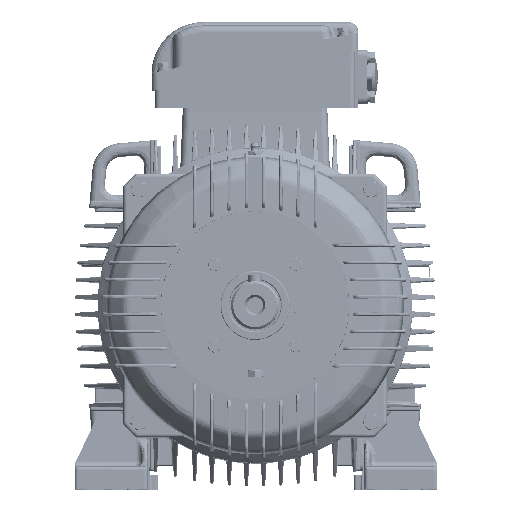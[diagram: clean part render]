
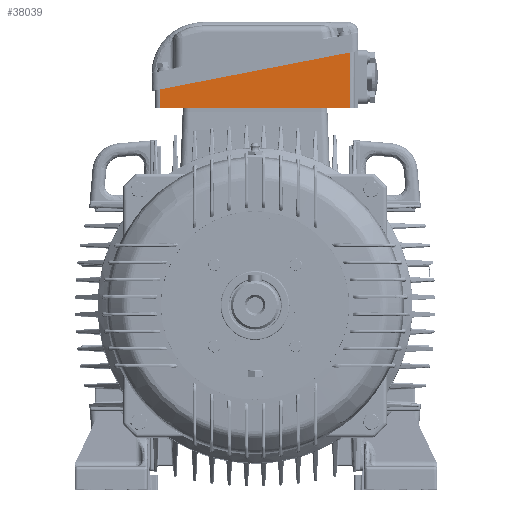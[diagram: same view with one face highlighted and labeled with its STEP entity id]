
A CAD part, top view. The second image highlights one B-rep face of the part: STEP entity #38039.
In plain terms, the highlighted planar face has unit normal (0, 0, 1).
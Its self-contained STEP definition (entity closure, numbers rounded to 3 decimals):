
#4382 = LINE ( 'NONE', #4384, #159410 ) ;
#4384 = CARTESIAN_POINT ( 'NONE',  ( 29.207, 494.278, 15. ) ) ;
#4388 = DIRECTION ( 'NONE',  ( 0., 1., 0. ) ) ;
#4390 = LINE ( 'NONE', #4394, #159414 ) ;
#4394 = CARTESIAN_POINT ( 'NONE',  ( -136.793, 494.278, 15. ) ) ;
#4396 = DIRECTION ( 'NONE',  ( 0., 1., 0. ) ) ;
#4439 = LINE ( 'NONE', #4441, #159417 ) ;
#4441 = CARTESIAN_POINT ( 'NONE',  ( -136.281, 163.521, 15. ) ) ;
#4443 = DIRECTION ( 'NONE',  ( -0.982, -0.191, 0. ) ) ;
#4512 = LINE ( 'NONE', #4514, #159424 ) ;
#4514 = CARTESIAN_POINT ( 'NONE',  ( -143.793, 147.154, 15. ) ) ;
#4518 = DIRECTION ( 'NONE',  ( 1., 0., 0. ) ) ;
#24387 = VERTEX_POINT ( 'NONE', #273039 ) ;
#24388 = VERTEX_POINT ( 'NONE', #273042 ) ;
#24389 = VERTEX_POINT ( 'NONE', #273045 ) ;
#24390 = VERTEX_POINT ( 'NONE', #273048 ) ;
#38039 = ADVANCED_FACE ( 'NONE', ( #100425 ), #109007, .T. ) ;
#47838 = EDGE_CURVE ( 'NONE', #24387, #24388, #4382, .T. ) ;
#47840 = EDGE_CURVE ( 'NONE', #24390, #24389, #4390, .T. ) ;
#47845 = EDGE_CURVE ( 'NONE', #24388, #24389, #4439, .T. ) ;
#47850 = EDGE_CURVE ( 'NONE', #24390, #24387, #4512, .T. ) ;
#52032 = EDGE_LOOP ( 'NONE', ( #55725, #55731, #55729, #55732 ) ) ;
#55725 = ORIENTED_EDGE ( 'NONE', *, *, #47845, .T. ) ;
#55729 = ORIENTED_EDGE ( 'NONE', *, *, #47850, .T. ) ;
#55731 = ORIENTED_EDGE ( 'NONE', *, *, #47840, .F. ) ;
#55732 = ORIENTED_EDGE ( 'NONE', *, *, #47838, .T. ) ;
#100425 = FACE_OUTER_BOUND ( 'NONE', #52032, .T. ) ;
#100438 = AXIS2_PLACEMENT_3D ( 'NONE', #109008, #109009, #109010 ) ;
#109007 = PLANE ( 'NONE',  #100438 ) ;
#109008 = CARTESIAN_POINT ( 'NONE',  ( 33.207, 494.278, 15. ) ) ;
#109009 = DIRECTION ( 'NONE',  ( 0., 0., 1. ) ) ;
#109010 = DIRECTION ( 'NONE',  ( 1., 0., 0. ) ) ;
#159410 = VECTOR ( 'NONE', #4388, 1000. ) ;
#159414 = VECTOR ( 'NONE', #4396, 1000. ) ;
#159417 = VECTOR ( 'NONE', #4443, 1000. ) ;
#159424 = VECTOR ( 'NONE', #4518, 1000. ) ;
#273039 = CARTESIAN_POINT ( 'NONE',  ( 29.207, 147.154, 15. ) ) ;
#273042 = CARTESIAN_POINT ( 'NONE',  ( 29.207, 195.699, 15. ) ) ;
#273045 = CARTESIAN_POINT ( 'NONE',  ( -136.793, 163.421, 15. ) ) ;
#273048 = CARTESIAN_POINT ( 'NONE',  ( -136.793, 147.154, 15. ) ) ;
